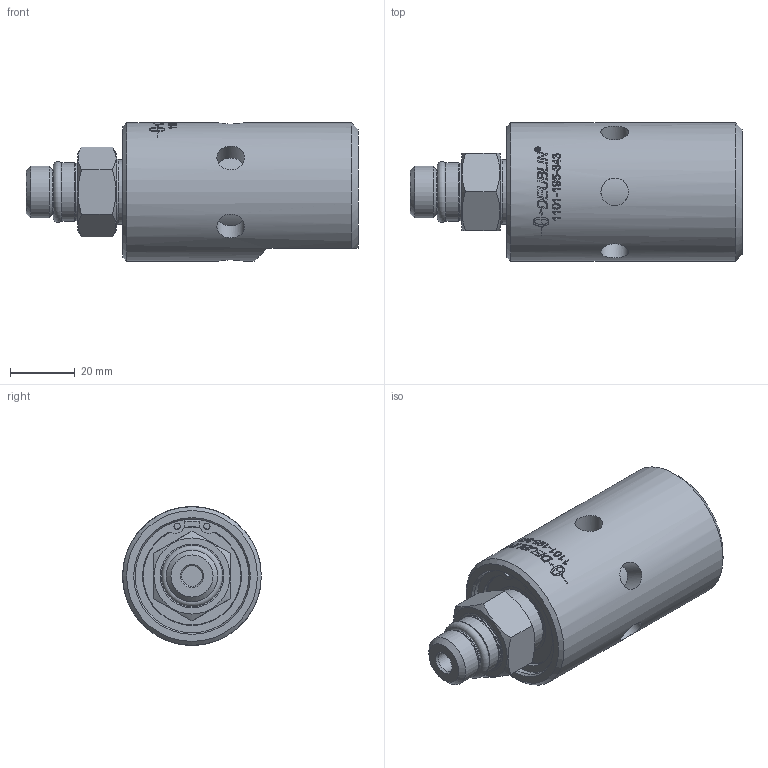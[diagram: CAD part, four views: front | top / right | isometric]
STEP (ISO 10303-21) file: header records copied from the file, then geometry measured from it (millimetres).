
FILE_DESCRIPTION(/* description */ (''),/* implementation_level */ '2;1');
FILE_NAME(/* name */ '1101-195-343-IC.stp',/* time_stamp */ '2020-05-13T14:09:12-05:00',/* author */ ('Moorera'),/* organization */ (''),/* preprocessor_version */ 'ST-DEVELOPER v18.1',/* originating_system */ 'Autodesk Inventor 2020',/* authorisation */ '');
FILE_SCHEMA (('AUTOMOTIVE_DESIGN { 1 0 10303 214 3 1 1 }'));
Products named in the file (1): 1101-195-343-IC
Bounding box: 102.48 x 42.8 x 42.8 mm (x, y, z)
Volume: 102365.2 mm3; surface area: 18984 mm2
Topology: 1 solids, 2 shells, 444 faces, 1206 edges, 806 vertices
Faces by surface type: bspline 228, plane 127, cylinder 66, torus 12, cone 11
Full cylindrical faces by diameter (mm): 1.981 x2, 6.35 x1, 8.5 x6, 13.6 x1, 14.6 x1, 14.95 x1, 16 x1, 17.793 x1, 17.993 x1, 19.96 x1, 21.675 x1, 30.125 x1, 30.4 x1, 35.006 x1, 35.05 x1, 42.8 x1
Entity records: 57877 total; most frequent: CARTESIAN_POINT 47443, ORIENTED_EDGE 2410, DIRECTION 1696, EDGE_CURVE 1205, VERTEX_POINT 806, AXIS2_PLACEMENT_3D 624, EDGE_LOOP 499, LINE 448
